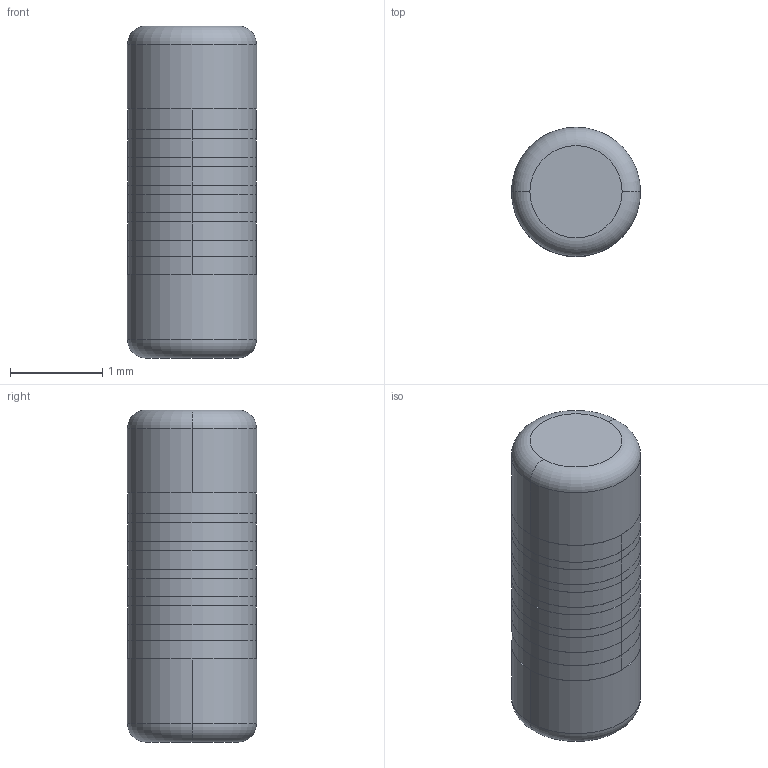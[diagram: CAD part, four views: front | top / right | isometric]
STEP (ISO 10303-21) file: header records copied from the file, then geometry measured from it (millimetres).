
FILE_DESCRIPTION(('STEP AP214'),'1');
FILE_NAME('56918.stp','2015-09-27T15:37:16',('TraceParts'),('TraceParts S.A.'),'Spatial InterOp 3D',' ',' ');
FILE_SCHEMA(('automotive_design'));
Length unit declared in the file: millimetre
Products named in the file (1): Volumenkörper1
Bounding box: 1.4 x 1.4 x 3.6 mm (x, y, z)
Volume: 5.5 mm3; surface area: 18.2 mm2
Topology: 1 solids, 1 shells, 44 faces, 88 edges, 58 vertices
Faces by surface type: cylinder 26, plane 14, torus 4
Entity records: 1554 total; most frequent: DIRECTION 240, CARTESIAN_POINT 191, ORIENTED_EDGE 176, AXIS2_PLACEMENT_3D 107, EDGE_CURVE 88, CIRCLE 62, VERTEX_POINT 58, EDGE_LOOP 56
